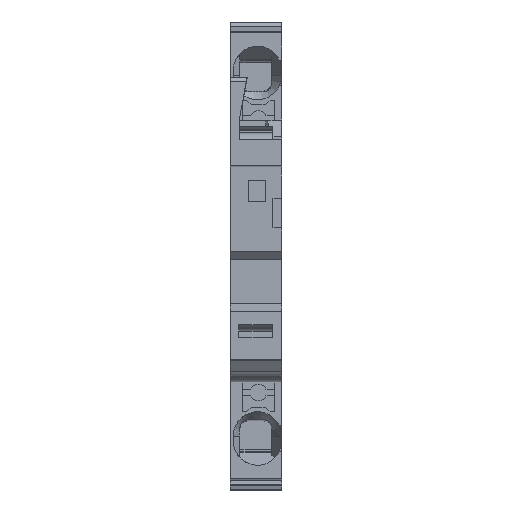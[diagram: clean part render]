
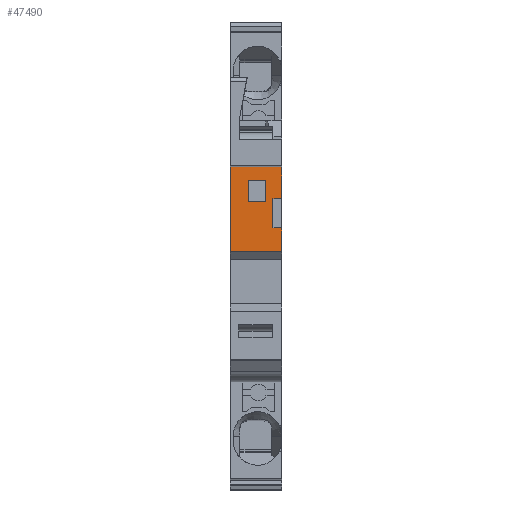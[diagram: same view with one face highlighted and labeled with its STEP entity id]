
A CAD part, top view. The second image highlights one B-rep face of the part: STEP entity #47490.
In plain terms, the highlighted face is planar.
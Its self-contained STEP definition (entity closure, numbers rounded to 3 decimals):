
#46480=CARTESIAN_POINT('',(-9.55,44.5,
-5.1));
#46490=DIRECTION('',(0.,-1.,0.));
#46500=DIRECTION('',(1.,0.,0.));
#46510=AXIS2_PLACEMENT_3D('',#46480,#46490,#46500);
#46520=PLANE('',#46510);
#46530=CARTESIAN_POINT('',(-10.55,44.5,
3.));
#46540=DIRECTION('',(0.,0.,-1.));
#46550=VECTOR('',#46540,1.);
#46560=LINE('',#46530,#46550);
#46570=CARTESIAN_POINT('',(-10.55,44.5,
-0.875));
#46580=VERTEX_POINT('',#46570);
#46590=CARTESIAN_POINT('',(-10.55,44.5,
-2.975));
#46600=VERTEX_POINT('',#46590);
#46610=EDGE_CURVE('',#46580,#46600,#46560,.T.);
#46620=ORIENTED_EDGE('',*,*,#46610,.F.);
#46630=CARTESIAN_POINT('',(-23.,44.5,
-2.975));
#46640=DIRECTION('',(1.,0.,0.));
#46650=VECTOR('',#46640,1.);
#46660=LINE('',#46630,#46650);
#46670=CARTESIAN_POINT('',(-13.15,44.5,
-2.975));
#46680=VERTEX_POINT('',#46670);
#46690=EDGE_CURVE('',#46680,#46600,#46660,.T.);
#46700=ORIENTED_EDGE('',*,*,#46690,.T.);
#46710=CARTESIAN_POINT('',(-13.15,44.5,
3.));
#46720=DIRECTION('',(0.,0.,-1.));
#46730=VECTOR('',#46720,1.);
#46740=LINE('',#46710,#46730);
#46750=CARTESIAN_POINT('',(-13.15,44.5,
-0.875));
#46760=VERTEX_POINT('',#46750);
#46770=EDGE_CURVE('',#46760,#46680,#46740,.T.);
#46780=ORIENTED_EDGE('',*,*,#46770,.T.);
#46790=CARTESIAN_POINT('',(-23.,44.5,
-0.875));
#46800=DIRECTION('',(-1.,0.,0.));
#46810=VECTOR('',#46800,1.);
#46820=LINE('',#46790,#46810);
#46830=EDGE_CURVE('',#46580,#46760,#46820,.T.);
#46840=ORIENTED_EDGE('',*,*,#46830,.T.);
#46850=EDGE_LOOP('',(#46840,#46780,#46700,#46620));
#46860=FACE_BOUND('',#46850,.T.);
#46870=CARTESIAN_POINT('',(-23.,44.5,
-5.1));
#46880=DIRECTION('',(-1.,0.,0.));
#46890=VECTOR('',#46880,1.);
#46900=LINE('',#46870,#46890);
#46910=CARTESIAN_POINT('',(-8.963,44.5,
-5.1));
#46920=VERTEX_POINT('',#46910);
#46930=CARTESIAN_POINT('',(-19.128,44.5,
-5.1));
#46940=VERTEX_POINT('',#46930);
#46950=EDGE_CURVE('',#46920,#46940,#46900,.T.);
#46960=ORIENTED_EDGE('',*,*,#46950,.T.);
#46970=CARTESIAN_POINT('',(-8.963,44.5,
3.));
#46980=DIRECTION('',(0.,0.,1.));
#46990=VECTOR('',#46980,1.);
#47000=LINE('',#46970,#46990);
#47010=CARTESIAN_POINT('',(-8.963,44.5,
1.05));
#47020=VERTEX_POINT('',#47010);
#47030=EDGE_CURVE('',#46920,#47020,#47000,.T.);
#47040=ORIENTED_EDGE('',*,*,#47030,.F.);
#47050=CARTESIAN_POINT('',(-23.,44.5,
1.05));
#47060=DIRECTION('',(-1.,0.,0.));
#47070=VECTOR('',#47060,1.);
#47080=LINE('',#47050,#47070);
#47090=CARTESIAN_POINT('',(-12.775,44.5,
1.05));
#47100=VERTEX_POINT('',#47090);
#47110=EDGE_CURVE('',#47020,#47100,#47080,.T.);
#47120=ORIENTED_EDGE('',*,*,#47110,.F.);
#47130=CARTESIAN_POINT('',(-12.775,44.5,
3.));
#47140=DIRECTION('',(0.,0.,-1.));
#47150=VECTOR('',#47140,1.);
#47160=LINE('',#47130,#47150);
#47170=CARTESIAN_POINT('',(-12.775,44.5,
0.));
#47180=VERTEX_POINT('',#47170);
#47190=EDGE_CURVE('',#47100,#47180,#47160,.T.);
#47200=ORIENTED_EDGE('',*,*,#47190,.F.);
#47210=CARTESIAN_POINT('',(-23.,44.5,
0.));
#47220=DIRECTION('',(-1.,0.,0.));
#47230=VECTOR('',#47220,1.);
#47240=LINE('',#47210,#47230);
#47250=CARTESIAN_POINT('',(-16.275,44.5,
0.));
#47260=VERTEX_POINT('',#47250);
#47270=EDGE_CURVE('',#47180,#47260,#47240,.T.);
#47280=ORIENTED_EDGE('',*,*,#47270,.F.);
#47290=CARTESIAN_POINT('',(-16.275,44.5,
3.));
#47300=DIRECTION('',(0.,0.,1.));
#47310=VECTOR('',#47300,1.);
#47320=LINE('',#47290,#47310);
#47330=CARTESIAN_POINT('',(-16.275,44.5,
1.05));
#47340=VERTEX_POINT('',#47330);
#47350=EDGE_CURVE('',#47260,#47340,#47320,.T.);
#47360=ORIENTED_EDGE('',*,*,#47350,.F.);
#47370=CARTESIAN_POINT('',(-19.128,44.5,
1.05));
#47380=VERTEX_POINT('',#47370);
#47390=EDGE_CURVE('',#47340,#47380,#47080,.T.);
#47400=ORIENTED_EDGE('',*,*,#47390,.F.);
#47410=CARTESIAN_POINT('',(-19.128,44.5,
-5.1));
#47420=DIRECTION('',(0.,0.,-1.));
#47430=VECTOR('',#47420,1.);
#47440=LINE('',#47410,#47430);
#47450=EDGE_CURVE('',#47380,#46940,#47440,.T.);
#47460=ORIENTED_EDGE('',*,*,#47450,.F.);
#47470=EDGE_LOOP('',(#47460,#47400,#47360,#47280,#47200,#47120,#47040,
#46960));
#47480=FACE_OUTER_BOUND('',#47470,.T.);
#47490=ADVANCED_FACE('',(#46860,#47480),#46520,.F.);
